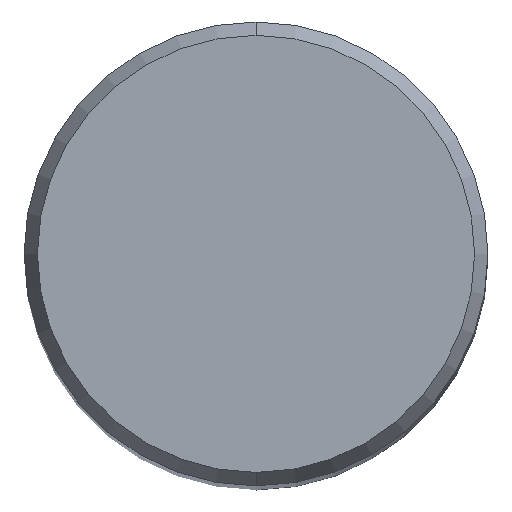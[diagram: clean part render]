
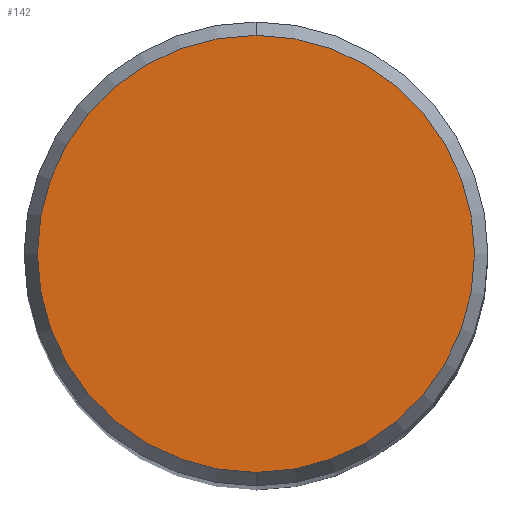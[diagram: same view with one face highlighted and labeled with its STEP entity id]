
A CAD part, top view. The second image highlights one B-rep face of the part: STEP entity #142.
In plain terms, the highlighted planar face has unit normal (0, 0, 1).
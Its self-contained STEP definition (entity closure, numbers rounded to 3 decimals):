
#94=EDGE_CURVE('',#190,#106,#231,.T.);
#106=VERTEX_POINT('',#244);
#134=EDGE_CURVE('',#106,#190,#275,.T.);
#142=ADVANCED_FACE('',(#285),#286,.T.);
#190=VERTEX_POINT('',#340);
#231=CIRCLE('',#378,3.746);
#244=CARTESIAN_POINT('',(0.,-3.746,0.01));
#275=CIRCLE('',#433,3.746);
#285=FACE_OUTER_BOUND('',#445,.T.);
#286=PLANE('',#446);
#340=CARTESIAN_POINT('',(0.0,3.746,0.01));
#378=AXIS2_PLACEMENT_3D('',#545,#546,#547);
#433=AXIS2_PLACEMENT_3D('',#589,#590,#591);
#445=EDGE_LOOP('',(#608,#609));
#446=AXIS2_PLACEMENT_3D('',#610,#611,#612);
#545=CARTESIAN_POINT('',(0.0,0.0,0.01));
#546=DIRECTION('',(0.0,0.0,-1.0));
#547=DIRECTION('',(0.0,1.0,0.0));
#589=CARTESIAN_POINT('',(0.0,0.0,0.01));
#590=DIRECTION('',(0.0,0.0,-1.0));
#591=DIRECTION('',(0.0,1.0,0.0));
#608=ORIENTED_EDGE('',*,*,#94,.F.);
#609=ORIENTED_EDGE('',*,*,#134,.F.);
#610=CARTESIAN_POINT('',(0.0,1.873,0.01));
#611=DIRECTION('',(-0.0,0.0,1.0));
#612=DIRECTION('',(0.0,-1.0,0.0));
